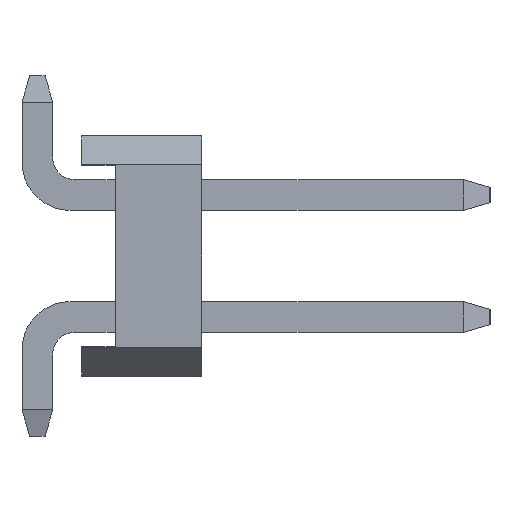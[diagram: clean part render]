
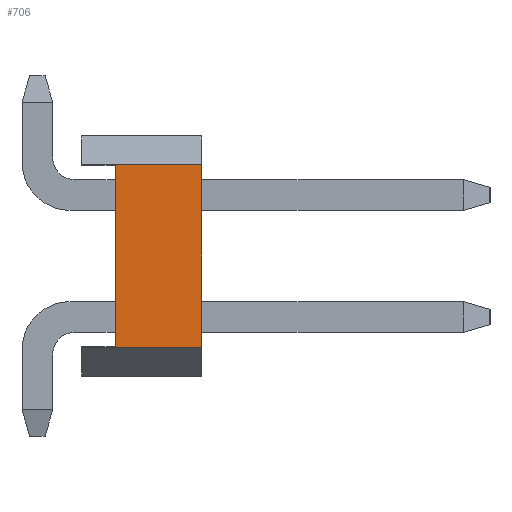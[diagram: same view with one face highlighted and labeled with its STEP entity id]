
A CAD part, left-side view. The second image highlights one B-rep face of the part: STEP entity #706.
In plain terms, the highlighted planar face has unit normal (-1, 0, 0).
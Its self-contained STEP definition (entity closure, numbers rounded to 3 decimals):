
#706=ADVANCED_FACE('',(#1425),#1426,.T.);
#1425=FACE_OUTER_BOUND('',#2138,.T.);
#1426=PLANE('',#2139);
#2138=EDGE_LOOP('',(#4229,#4230,#4231,#4232,#4233,#4234,#4235,#4236));
#2139=AXIS2_PLACEMENT_3D('',#4237,#4238,#4239);
#4229=ORIENTED_EDGE('',*,*,#5011,.T.);
#4230=ORIENTED_EDGE('',*,*,#5106,.F.);
#4231=ORIENTED_EDGE('',*,*,#5103,.T.);
#4232=ORIENTED_EDGE('',*,*,#4488,.T.);
#4233=ORIENTED_EDGE('',*,*,#5107,.F.);
#4234=ORIENTED_EDGE('',*,*,#5018,.F.);
#4235=ORIENTED_EDGE('',*,*,#5006,.T.);
#4236=ORIENTED_EDGE('',*,*,#4526,.T.);
#4237=CARTESIAN_POINT('',(-5.08,0.0,0.0));
#4238=DIRECTION('',(-1.0,-0.0,0.0));
#4239=DIRECTION('',(0.0,0.,-1.0));
#4488=EDGE_CURVE('',#5440,#5438,#5441,.T.);
#4526=EDGE_CURVE('',#5515,#5513,#5516,.T.);
#5006=EDGE_CURVE('',#6197,#5515,#6198,.T.);
#5011=EDGE_CURVE('',#5513,#6203,#6205,.T.);
#5018=EDGE_CURVE('',#6197,#6214,#6215,.T.);
#5103=EDGE_CURVE('',#6328,#5440,#6329,.T.);
#5106=EDGE_CURVE('',#6328,#6203,#6332,.T.);
#5107=EDGE_CURVE('',#6214,#5438,#6333,.T.);
#5438=VERTEX_POINT('',#6816);
#5440=VERTEX_POINT('',#6819);
#5441=LINE('',#6820,#6821);
#5513=VERTEX_POINT('',#6928);
#5515=VERTEX_POINT('',#6931);
#5516=LINE('',#6932,#6933);
#6197=VERTEX_POINT('',#7924);
#6198=LINE('',#7925,#7926);
#6203=VERTEX_POINT('',#7933);
#6205=LINE('',#7936,#7937);
#6214=VERTEX_POINT('',#7950);
#6215=LINE('',#7951,#7952);
#6328=VERTEX_POINT('',#8121);
#6329=LINE('',#8122,#8123);
#6332=LINE('',#8127,#8128);
#6333=LINE('',#8129,#8130);
#6816=CARTESIAN_POINT('',(-5.08,-2.5,1.9));
#6819=CARTESIAN_POINT('',(-5.08,-2.5,-1.9));
#6820=CARTESIAN_POINT('',(-5.08,-2.5,-1.9));
#6821=VECTOR('',#8313,1.0);
#6928=CARTESIAN_POINT('',(-5.08,-0.7,-1.89));
#6931=CARTESIAN_POINT('',(-5.08,-0.7,1.89));
#6932=CARTESIAN_POINT('',(-5.08,-0.7,0.));
#6933=VECTOR('',#8350,1.0);
#7924=CARTESIAN_POINT('',(-5.08,0.,1.89));
#7925=CARTESIAN_POINT('',(-5.08,0.075,1.89));
#7926=VECTOR('',#8733,1.0);
#7933=CARTESIAN_POINT('',(-5.08,0.,-1.89));
#7936=CARTESIAN_POINT('',(-5.08,0.075,-1.89));
#7937=VECTOR('',#8737,1.0);
#7950=CARTESIAN_POINT('',(-5.08,0.,1.9));
#7951=CARTESIAN_POINT('',(-5.08,0.,-1.9));
#7952=VECTOR('',#8742,1.0);
#8121=CARTESIAN_POINT('',(-5.08,0.,-1.9));
#8122=CARTESIAN_POINT('',(-5.08,0.,-1.9));
#8123=VECTOR('',#8799,1.0);
#8127=CARTESIAN_POINT('',(-5.08,0.,-1.9));
#8128=VECTOR('',#8801,1.0);
#8129=CARTESIAN_POINT('',(-5.08,0.,1.9));
#8130=VECTOR('',#8802,1.0);
#8313=DIRECTION('',(0.0,0.,1.0));
#8350=DIRECTION('',(0.0,0.,-1.0));
#8733=DIRECTION('',(0.0,-1.0,0.));
#8737=DIRECTION('',(0.0,1.0,0.));
#8742=DIRECTION('',(0.0,0.,1.0));
#8799=DIRECTION('',(0.0,-1.0,0.));
#8801=DIRECTION('',(0.0,0.,1.0));
#8802=DIRECTION('',(0.0,-1.0,0.));
